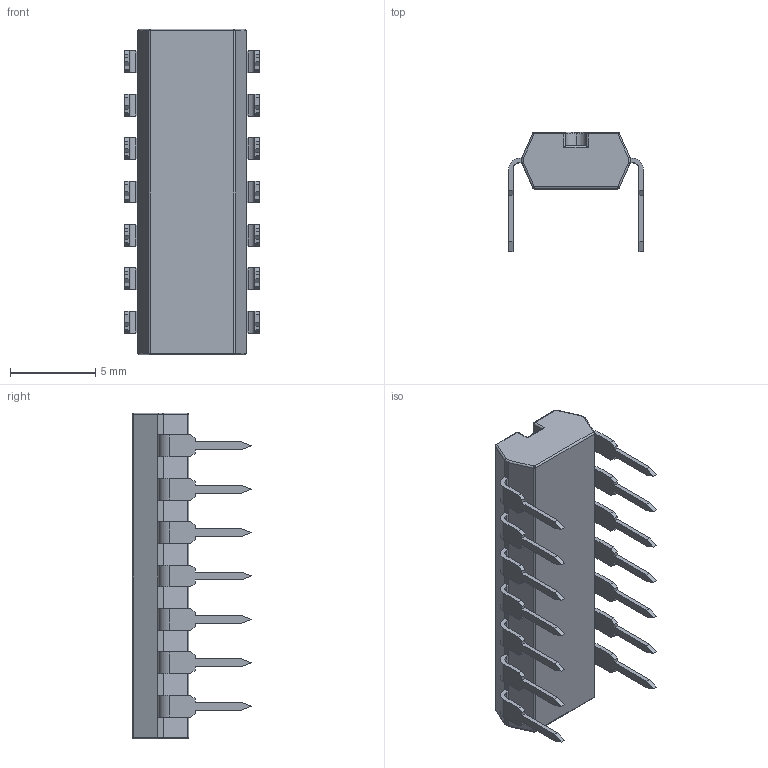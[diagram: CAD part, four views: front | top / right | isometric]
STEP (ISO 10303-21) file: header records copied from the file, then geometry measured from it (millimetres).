
FILE_DESCRIPTION (( 'STEP AP214' ), '1' );
FILE_NAME ('User Library-CD4047 - CMOS Low-Power Monostable-Astable Multivibrator.STEP', '2021-10-04T10:03:07', ( '' ), ( '' ), 'SwSTEP 2.0', 'SolidWorks 2021', '' );
FILE_SCHEMA (( 'AUTOMOTIVE_DESIGN' ));
Length unit declared in the file: millimetre
Products named in the file (1): User Library-CD4047 - CMOS Low-Power Monostable-Astable Multivibrator
Bounding box: 7.87 x 6.98 x 19.05 mm (x, y, z)
Volume: 375.1 mm3; surface area: 526 mm2
Topology: 1 solids, 1 shells, 375 faces, 1027 edges, 659 vertices
Faces by surface type: plane 261, cylinder 58, bspline 56
Entity records: 15424 total; most frequent: CARTESIAN_POINT 2864, ORIENTED_EDGE 2014, DIRECTION 1704, EDGE_CURVE 1007, LINE 790, VECTOR 790, VERTEX_POINT 659, AXIS2_PLACEMENT_3D 457
